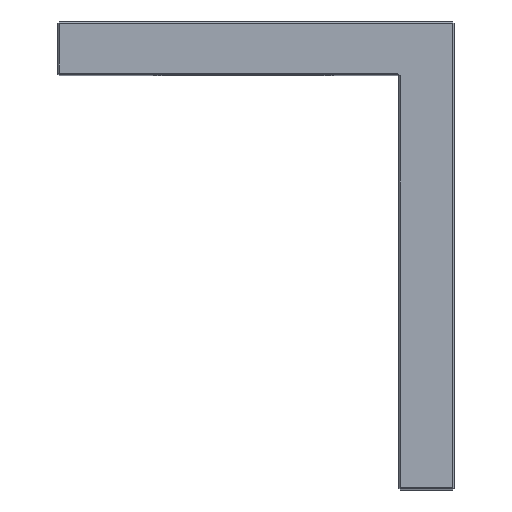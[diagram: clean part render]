
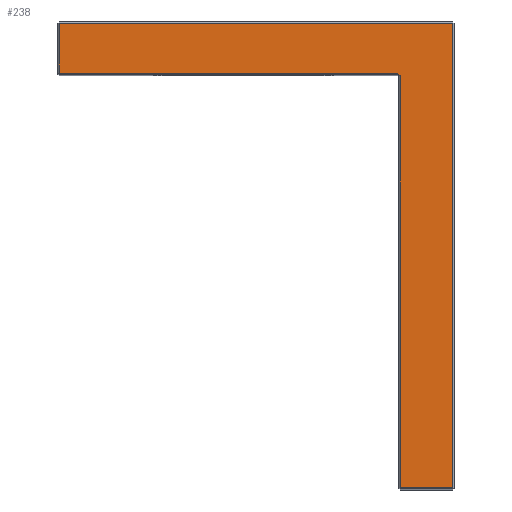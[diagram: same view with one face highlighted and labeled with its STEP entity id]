
A CAD part, top view. The second image highlights one B-rep face of the part: STEP entity #238.
In plain terms, the highlighted planar face has unit normal (0, 0, 1).
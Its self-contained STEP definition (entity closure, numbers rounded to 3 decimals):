
#51 = VECTOR ( 'NONE', #2992, 1000. ) ;
#67 = CARTESIAN_POINT ( 'NONE',  ( -21., -19.5, 114. ) ) ;
#101 = CARTESIAN_POINT ( 'NONE',  ( -150.5, -19.5, 114. ) ) ;
#201 = LINE ( 'NONE', #4092, #4136 ) ;
#238 = ADVANCED_FACE ( 'NONE', ( #513 ), #3213, .T. ) ;
#288 = CARTESIAN_POINT ( 'NONE',  ( -20.5, -20.5, 114. ) ) ;
#316 = DIRECTION ( 'NONE',  ( 0., -1., 0. ) ) ;
#317 = VECTOR ( 'NONE', #1976, 1000. ) ;
#331 = EDGE_CURVE ( 'NONE', #1554, #3272, #4168, .T. ) ;
#385 = LINE ( 'NONE', #67, #1384 ) ;
#513 = FACE_OUTER_BOUND ( 'NONE', #732, .T. ) ;
#602 = ORIENTED_EDGE ( 'NONE', *, *, #2362, .T. ) ;
#732 = EDGE_LOOP ( 'NONE', ( #4013, #1083, #2430, #602, #3102, #4126, #937 ) ) ;
#900 = EDGE_CURVE ( 'NONE', #2195, #3408, #201, .T. ) ;
#937 = ORIENTED_EDGE ( 'NONE', *, *, #3106, .T. ) ;
#1005 = CARTESIAN_POINT ( 'NONE',  ( 0., -177.5, 114. ) ) ;
#1062 = EDGE_CURVE ( 'NONE', #2195, #1749, #4260, .T. ) ;
#1083 = ORIENTED_EDGE ( 'NONE', *, *, #1062, .F. ) ;
#1098 = VECTOR ( 'NONE', #3515, 1000. ) ;
#1245 = CARTESIAN_POINT ( 'NONE',  ( -151., -0.5, 114. ) ) ;
#1301 = VECTOR ( 'NONE', #316, 1000. ) ;
#1382 = DIRECTION ( 'NONE',  ( 1., 0., 0. ) ) ;
#1384 = VECTOR ( 'NONE', #1382, 1000. ) ;
#1554 = VERTEX_POINT ( 'NONE', #3547 ) ;
#1599 = DIRECTION ( 'NONE',  ( 1., 0., 0. ) ) ;
#1676 = CARTESIAN_POINT ( 'NONE',  ( -0.5, -0.5, 114. ) ) ;
#1735 = EDGE_CURVE ( 'NONE', #1773, #1749, #385, .T. ) ;
#1749 = VERTEX_POINT ( 'NONE', #4017 ) ;
#1773 = VERTEX_POINT ( 'NONE', #101 ) ;
#1798 = VECTOR ( 'NONE', #4233, 1000. ) ;
#1958 = VERTEX_POINT ( 'NONE', #3970 ) ;
#1976 = DIRECTION ( 'NONE',  ( -0.707, 0.707, 0. ) ) ;
#2195 = VERTEX_POINT ( 'NONE', #3104 ) ;
#2269 = CARTESIAN_POINT ( 'NONE',  ( -150.5, -20., 114. ) ) ;
#2362 = EDGE_CURVE ( 'NONE', #3408, #1554, #2644, .T. ) ;
#2430 = ORIENTED_EDGE ( 'NONE', *, *, #900, .T. ) ;
#2608 = LINE ( 'NONE', #1245, #1098 ) ;
#2644 = LINE ( 'NONE', #1005, #51 ) ;
#2672 = DIRECTION ( 'NONE',  ( 0., 0., 1. ) ) ;
#2781 = CARTESIAN_POINT ( 'NONE',  ( -20.5, -177.5, 114. ) ) ;
#2840 = AXIS2_PLACEMENT_3D ( 'NONE', #3318, #2672, #1599 ) ;
#2919 = CARTESIAN_POINT ( 'NONE',  ( -0.5, 0., 114. ) ) ;
#2992 = DIRECTION ( 'NONE',  ( 1., 0., 0. ) ) ;
#3102 = ORIENTED_EDGE ( 'NONE', *, *, #331, .T. ) ;
#3104 = CARTESIAN_POINT ( 'NONE',  ( -20.5, -20.5, 114. ) ) ;
#3106 = EDGE_CURVE ( 'NONE', #1958, #1773, #3590, .T. ) ;
#3213 = PLANE ( 'NONE',  #2840 ) ;
#3272 = VERTEX_POINT ( 'NONE', #1676 ) ;
#3318 = CARTESIAN_POINT ( 'NONE',  ( 0., 0., 114. ) ) ;
#3408 = VERTEX_POINT ( 'NONE', #2781 ) ;
#3491 = EDGE_CURVE ( 'NONE', #3272, #1958, #2608, .T. ) ;
#3515 = DIRECTION ( 'NONE',  ( -1., 0., 0. ) ) ;
#3547 = CARTESIAN_POINT ( 'NONE',  ( -0.5, -177.5, 114. ) ) ;
#3590 = LINE ( 'NONE', #2269, #1301 ) ;
#3970 = CARTESIAN_POINT ( 'NONE',  ( -150.5, -0.5, 114. ) ) ;
#4013 = ORIENTED_EDGE ( 'NONE', *, *, #1735, .T. ) ;
#4017 = CARTESIAN_POINT ( 'NONE',  ( -21.5, -19.5, 114. ) ) ;
#4092 = CARTESIAN_POINT ( 'NONE',  ( -20.5, -178., 114. ) ) ;
#4109 = DIRECTION ( 'NONE',  ( 0., -1., 0. ) ) ;
#4126 = ORIENTED_EDGE ( 'NONE', *, *, #3491, .T. ) ;
#4136 = VECTOR ( 'NONE', #4109, 1000. ) ;
#4168 = LINE ( 'NONE', #2919, #1798 ) ;
#4233 = DIRECTION ( 'NONE',  ( 0., 1., 0. ) ) ;
#4260 = LINE ( 'NONE', #288, #317 ) ;
